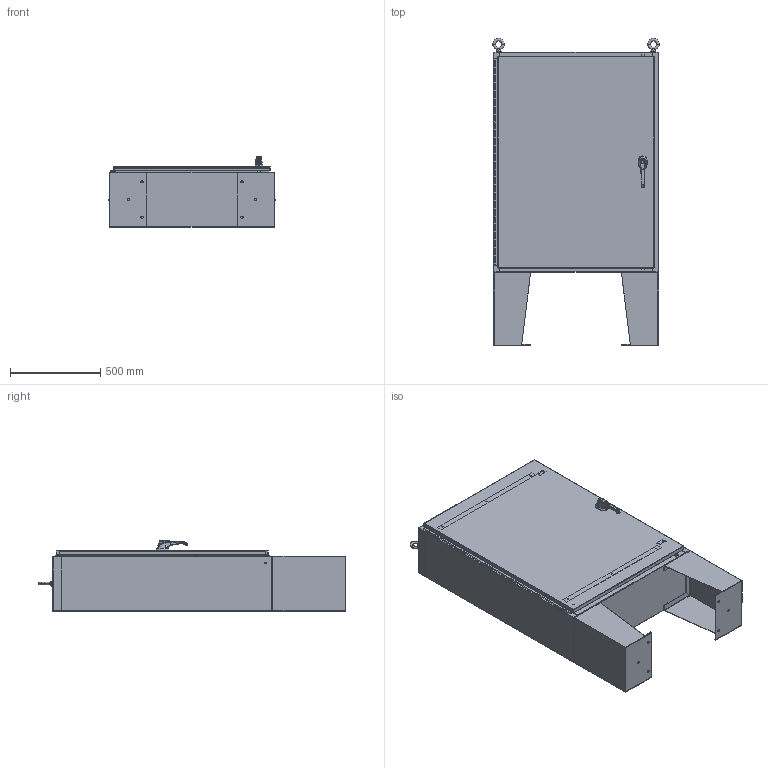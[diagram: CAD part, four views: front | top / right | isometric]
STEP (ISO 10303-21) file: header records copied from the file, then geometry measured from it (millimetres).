
FILE_DESCRIPTION (( 'STEP AP203' ), '1' );
FILE_NAME ('N48HS3612SSWPLS3PT.STEP', '2014-03-28T16:18:35', ( 'changeme' ), ( 'Microsoft' ), 'SwSTEP 2.0', 'SolidWorks 2013', '' );
FILE_SCHEMA (( 'CONFIG_CONTROL_DESIGN' ));
Length unit declared in the file: inch
Products named in the file (35): 297025; N48HS3612SSWPLS3PT Top; 10_30 CD Stud; 012103_012102; N48HS3612SSWPLS3PT SD-LSK-Stand; N48HS3612SSWPLS3PT Defeater Handle Stiffener; N48HS3612SSWPLS3PT Backpanel; 00005309_G26103101; N48HS3612SSWPLS3PT SD-LSK - Base; 26161102; N48HS3612SSWPLS3PT Defeater Handle - 3 - 2500-51 ZN; N48HS3612SSWPLS3PT Mounting Studs; 2616310101; N48HS3612SSWPLS3PT SD-LSK-ASSY; 297026; NMP-SS-RODGUIDES; N48HS3612SSWPLS3PT Hinge Enclosure Side2; 00005310_26163101; Eye-Bolt_Stiffener WMT Template 1908; 21130102; N48HS3612SSWPLS3PT Defeater Handle Rod; N48HS3612SSWPLS3PT Hinge Cover Side; 022151; HW-EYE-NH-20425_3014T52; 00005090; N48HS3612SSWPLS3PT Cover; N48HS3612SSWPLS3PT 125 Pin Hinge; N48HS3612SSWPLS3PT 263033_Industrilas; N48HS3612SSWPLS3PT; g26103103_26163303; N48HS3612SSWPLS3PT Body; Quarter-20 CD Stud; 033060_032151; N48HS3612SSWPLS3PT Bottom; N48HS3612SSWPLS3PT Enclosure Stiffener
Assembly tree (59 placements, depth 4):
  N48HS3612SSWPLS3PT
    N48HS3612SSWPLS3PT Backpanel
    N48HS3612SSWPLS3PT Mounting Studs  x8
    N48HS3612SSWPLS3PT 125 Pin Hinge
      N48HS3612SSWPLS3PT Hinge Enclosure Side2
      N48HS3612SSWPLS3PT Hinge Cover Side
    Quarter-20 CD Stud  x2
    N48HS3612SSWPLS3PT Enclosure Stiffener  x2
    10_30 CD Stud  x10
    N48HS3612SSWPLS3PT Defeater Handle Stiffener  x2
    N48HS3612SSWPLS3PT 263033_Industrilas
      26161102
      297026
      21130102
      00005090
      g26103103_26163303
      033060_032151  x2
      297025
      012103_012102
      00005310_26163101
        00005309_G26103101
        2616310101
      022151
    N48HS3612SSWPLS3PT Defeater Handle - 3 - 2500-51 ZN
    NMP-SS-RODGUIDES  x2
    N48HS3612SSWPLS3PT Defeater Handle Rod  x2
    N48HS3612SSWPLS3PT Cover
    N48HS3612SSWPLS3PT Body
    N48HS3612SSWPLS3PT Bottom
    N48HS3612SSWPLS3PT Top
    N48HS3612SSWPLS3PT SD-LSK-ASSY  x2
      N48HS3612SSWPLS3PT SD-LSK-Stand
      N48HS3612SSWPLS3PT SD-LSK - Base
    Eye-Bolt_Stiffener WMT Template 1908  x2
    HW-EYE-NH-20425_3014T52  x2
Bounding box: 921.27 x 1701.8 x 388.8 mm (x, y, z)
Volume: 12810087.3 mm3; surface area: 12043724.4 mm2
Topology: 55 solids, 57 shells, 3520 faces, 8654 edges, 5288 vertices
Faces by surface type: plane 1385, cylinder 1317, bspline 361, cone 353, torus 104
Entity records: 137614 total; most frequent: CARTESIAN_POINT 63258, ORIENTED_EDGE 15136, DIRECTION 13909, EDGE_CURVE 7569, AXIS2_PLACEMENT_3D 5052, VERTEX_POINT 4656, LINE 3805, VECTOR 3805
